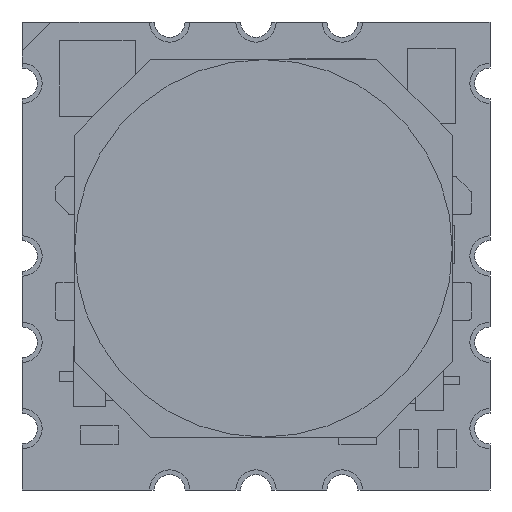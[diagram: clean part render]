
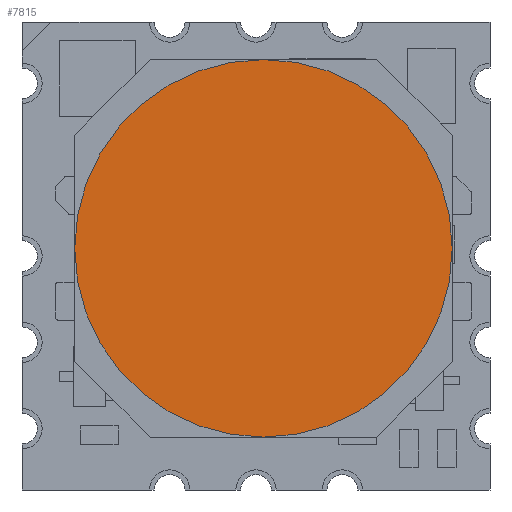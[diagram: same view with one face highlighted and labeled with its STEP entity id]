
A CAD part, front view. The second image highlights one B-rep face of the part: STEP entity #7815.
In plain terms, the highlighted planar face has unit normal (0, -1, 0).
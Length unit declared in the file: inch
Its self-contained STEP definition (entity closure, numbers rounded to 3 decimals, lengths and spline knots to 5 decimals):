
#620 = FACE_OUTER_BOUND ( 'NONE', #15992, .T. ) ;
#3164 = CARTESIAN_POINT ( 'NONE',  ( 0.00787, -0.20472, 0.00787 ) ) ;
#4530 = DIRECTION ( 'NONE',  ( 0., 0., -1. ) ) ;
#7815 = ADVANCED_FACE ( 'NONE', ( #620 ), #7944, .F. ) ;
#7944 = PLANE ( 'NONE',  #17788 ) ;
#8008 = CARTESIAN_POINT ( 'NONE',  ( 0.00787, -0.20472, 0.00787 ) ) ;
#9017 = ORIENTED_EDGE ( 'NONE', *, *, #15986, .T. ) ;
#9255 = CARTESIAN_POINT ( 'NONE',  ( 0.00787, -0.20472, -0.18898 ) ) ;
#9399 = VERTEX_POINT ( 'NONE', #9255 ) ;
#9416 = DIRECTION ( 'NONE',  ( 0., 0., -1. ) ) ;
#12846 = DIRECTION ( 'NONE',  ( 0., -1., 0. ) ) ;
#14825 = AXIS2_PLACEMENT_3D ( 'NONE', #3164, #12846, #4530 ) ;
#15760 = CIRCLE ( 'NONE', #14825, 0.19685 ) ;
#15986 = EDGE_CURVE ( 'NONE', #9399, #9399, #15760, .T. ) ;
#15992 = EDGE_LOOP ( 'NONE', ( #9017 ) ) ;
#17686 = DIRECTION ( 'NONE',  ( 0., 1., 0. ) ) ;
#17788 = AXIS2_PLACEMENT_3D ( 'NONE', #8008, #17686, #9416 ) ;
